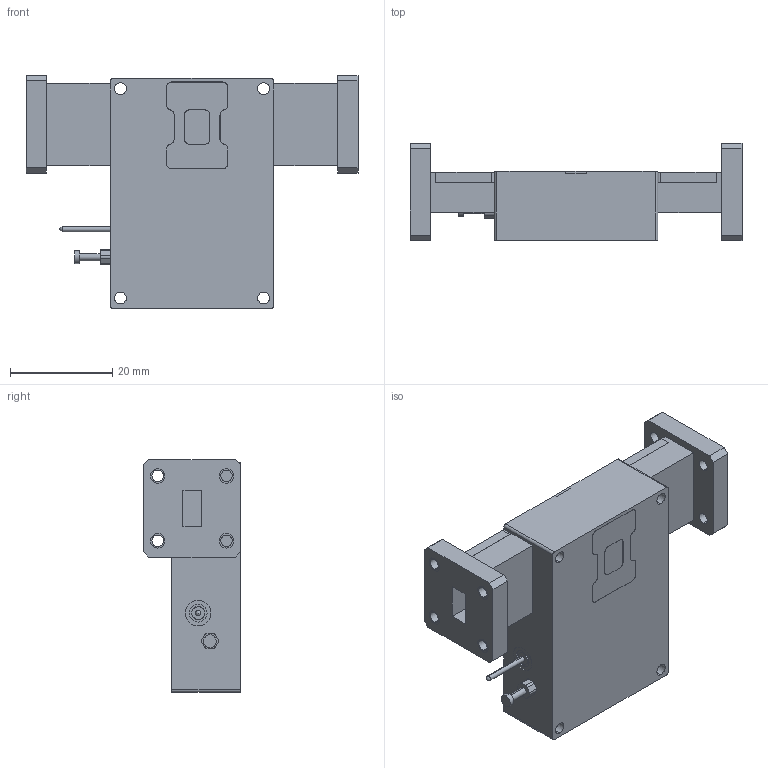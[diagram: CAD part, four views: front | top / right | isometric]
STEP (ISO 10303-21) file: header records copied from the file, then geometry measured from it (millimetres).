
FILE_DESCRIPTION (( 'STEP AP203' ), '1' );
FILE_NAME ('PE15A1076.step', '2020-09-11T20:35:16', ( '' ), ( '' ), 'SwSTEP 2.0', 'SolidWorks 2018', '' );
FILE_SCHEMA (( 'CONFIG_CONTROL_DESIGN' ));
Length unit declared in the file: inch
Products named in the file (1): PE15A1076
Bounding box: 65 x 19.02 x 45.52 mm (x, y, z)
Volume: 24544.6 mm3; surface area: 10388.7 mm2
Topology: 1 solids, 13 shells, 1014 faces, 2714 edges, 1779 vertices
Faces by surface type: plane 589, cylinder 272, bspline 100, cone 52, sphere 1
Entity records: 35558 total; most frequent: CARTESIAN_POINT 10301, ORIENTED_EDGE 5386, DIRECTION 4897, EDGE_CURVE 2693, LINE 1919, VECTOR 1919, VERTEX_POINT 1777, AXIS2_PLACEMENT_3D 1489
